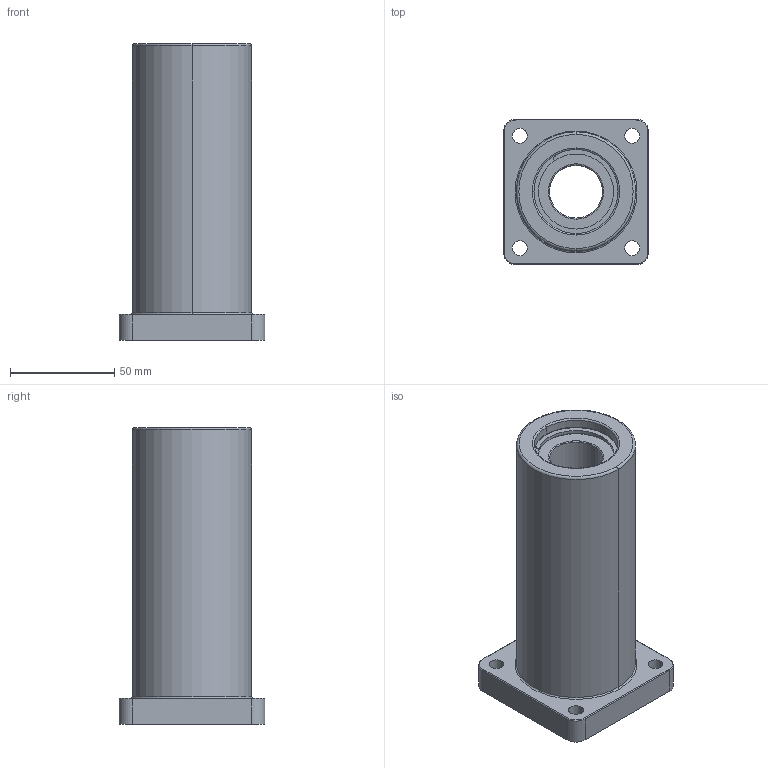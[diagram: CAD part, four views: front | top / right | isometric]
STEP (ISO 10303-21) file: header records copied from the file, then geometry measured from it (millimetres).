
FILE_DESCRIPTION (( 'STEP AP203' ), '1' );
FILE_NAME ('FlangeMount_FA2ED936F0.step', '2024-02-22T16:48:48', ( '' ), ( '' ), 'SwSTEP 2.0', 'SolidWorks 2022', '' );
FILE_SCHEMA (( 'CONFIG_CONTROL_DESIGN' ));
Length unit declared in the file: inch
Products named in the file (2): FlangeMount_FA2ED936F0; 9RLeFFPYme_CADModel_0
Assembly tree (1 placements, depth 2):
  FlangeMount_FA2ED936F0
    9RLeFFPYme_CADModel_0
Bounding box: 69.85 x 69.85 x 142.49 mm (x, y, z)
Volume: 301612 mm3; surface area: 112258.9 mm2
Topology: 13 solids, 13 shells, 273 faces, 612 edges, 374 vertices
Faces by surface type: cylinder 108, plane 55, torus 54, cone 36, bspline 20
Entity records: 8138 total; most frequent: CARTESIAN_POINT 1623, DIRECTION 1498, ORIENTED_EDGE 1224, AXIS2_PLACEMENT_3D 649, EDGE_CURVE 612, CIRCLE 392, VERTEX_POINT 374, EDGE_LOOP 312
